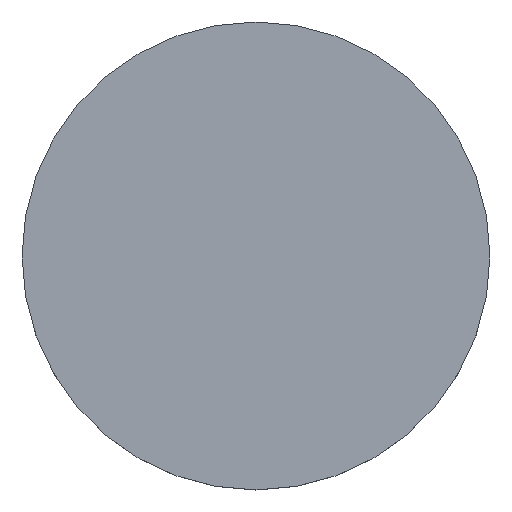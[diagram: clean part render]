
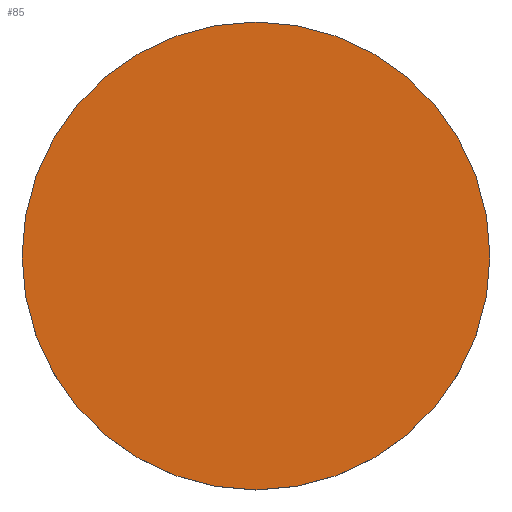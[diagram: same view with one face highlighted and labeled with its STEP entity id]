
A CAD part, top view. The second image highlights one B-rep face of the part: STEP entity #85.
In plain terms, the highlighted planar face has unit normal (0, 0, 1).
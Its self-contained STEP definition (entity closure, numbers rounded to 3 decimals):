
#8 = AXIS2_PLACEMENT_3D ( 'NONE', #45, #180, #126 ) ;
#23 = CARTESIAN_POINT ( 'NONE',  ( 0., 0., 1. ) ) ;
#43 = CARTESIAN_POINT ( 'NONE',  ( 5., 0., 1. ) ) ;
#45 = CARTESIAN_POINT ( 'NONE',  ( 0., 0., 1. ) ) ;
#64 = AXIS2_PLACEMENT_3D ( 'NONE', #200, #241, #111 ) ;
#67 = DIRECTION ( 'NONE',  ( 1., 0., 0. ) ) ;
#74 = EDGE_CURVE ( 'NONE', #127, #130, #237, .T. ) ;
#82 = ORIENTED_EDGE ( 'NONE', *, *, #74, .T. ) ;
#85 = ADVANCED_FACE ( 'NONE', ( #140 ), #158, .T. ) ;
#111 = DIRECTION ( 'NONE',  ( 1., 0., 0. ) ) ;
#124 = DIRECTION ( 'NONE',  ( 0., 0., 1. ) ) ;
#126 = DIRECTION ( 'NONE',  ( 1., 0., 0. ) ) ;
#127 = VERTEX_POINT ( 'NONE', #43 ) ;
#130 = VERTEX_POINT ( 'NONE', #238 ) ;
#140 = FACE_OUTER_BOUND ( 'NONE', #224, .T. ) ;
#147 = CIRCLE ( 'NONE', #64, 5. ) ;
#158 = PLANE ( 'NONE',  #8 ) ;
#176 = AXIS2_PLACEMENT_3D ( 'NONE', #23, #124, #67 ) ;
#180 = DIRECTION ( 'NONE',  ( 0., 0., 1. ) ) ;
#188 = ORIENTED_EDGE ( 'NONE', *, *, #240, .T. ) ;
#200 = CARTESIAN_POINT ( 'NONE',  ( 0., 0., 1. ) ) ;
#224 = EDGE_LOOP ( 'NONE', ( #188, #82 ) ) ;
#237 = CIRCLE ( 'NONE', #176, 5. ) ;
#238 = CARTESIAN_POINT ( 'NONE',  ( -5., 0., 1. ) ) ;
#240 = EDGE_CURVE ( 'NONE', #130, #127, #147, .T. ) ;
#241 = DIRECTION ( 'NONE',  ( 0., 0., 1. ) ) ;
